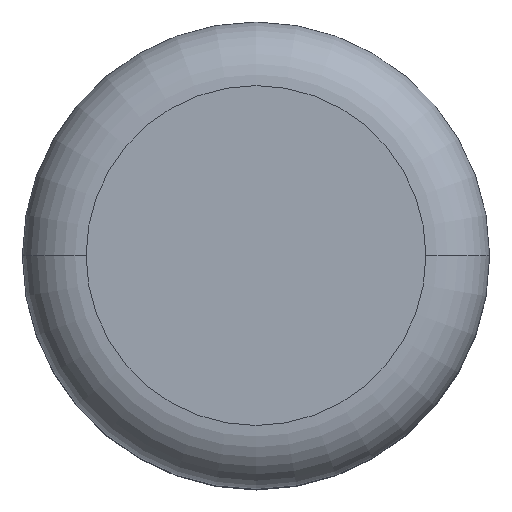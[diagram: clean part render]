
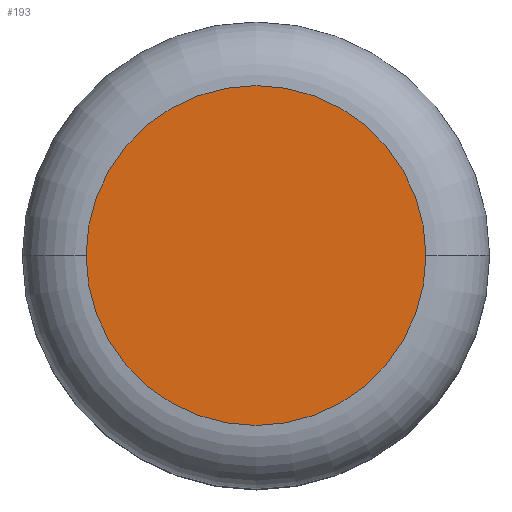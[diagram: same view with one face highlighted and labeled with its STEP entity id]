
A CAD part, top view. The second image highlights one B-rep face of the part: STEP entity #193.
In plain terms, the highlighted planar face has unit normal (0, 0, 1).
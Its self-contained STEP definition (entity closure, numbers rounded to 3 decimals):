
#193=ADVANCED_FACE('',(#380),#381,.T.);
#380=FACE_OUTER_BOUND('',#879,.T.);
#381=PLANE('',#880);
#879=EDGE_LOOP('',(#1290,#1291));
#880=AXIS2_PLACEMENT_3D('',#1292,#1293,#1294);
#1290=ORIENTED_EDGE('',*,*,#1362,.F.);
#1291=ORIENTED_EDGE('',*,*,#1415,.F.);
#1292=CARTESIAN_POINT('',(0.0,0.0,34.0));
#1293=DIRECTION('',(0.0,0.0,1.0));
#1294=DIRECTION('',(1.0,0.0,0.0));
#1362=EDGE_CURVE('',#1558,#1556,#1560,.T.);
#1415=EDGE_CURVE('',#1556,#1558,#1632,.T.);
#1556=VERTEX_POINT('',#1827);
#1558=VERTEX_POINT('',#1829);
#1560=CIRCLE('',#1831,8.0);
#1632=CIRCLE('',#1933,8.0);
#1827=CARTESIAN_POINT('',(-8.0,0.,34.0));
#1829=CARTESIAN_POINT('',(8.0,0.0,34.0));
#1831=AXIS2_PLACEMENT_3D('',#2106,#2107,#2108);
#1933=AXIS2_PLACEMENT_3D('',#2193,#2194,#2195);
#2106=CARTESIAN_POINT('',(0.0,0.0,34.0));
#2107=DIRECTION('',(-0.0,0.0,-1.0));
#2108=DIRECTION('',(-1.0,0.,0.0));
#2193=CARTESIAN_POINT('',(0.0,0.0,34.0));
#2194=DIRECTION('',(-0.0,0.0,-1.0));
#2195=DIRECTION('',(-1.0,0.,0.0));
